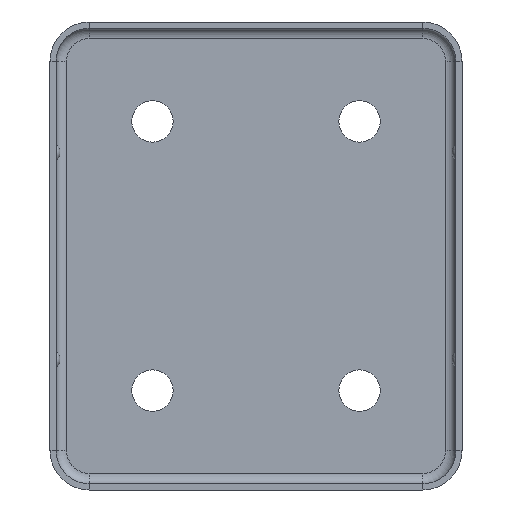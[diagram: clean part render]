
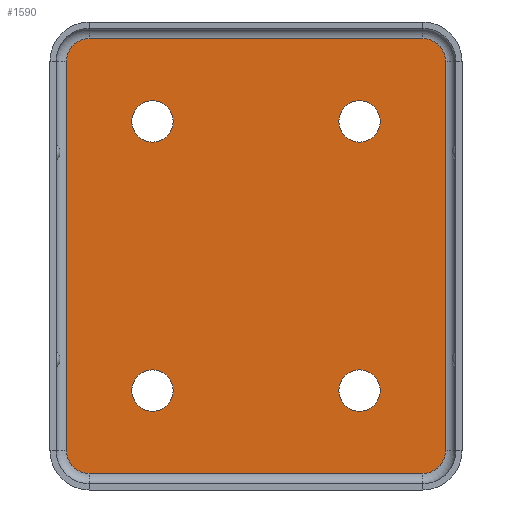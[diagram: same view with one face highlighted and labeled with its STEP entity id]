
A CAD part, front view. The second image highlights one B-rep face of the part: STEP entity #1590.
In plain terms, the highlighted planar face has unit normal (0, -1, 0).
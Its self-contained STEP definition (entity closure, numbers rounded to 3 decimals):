
#4 = EDGE_CURVE ( 'NONE', #1104, #1357, #534, .T. ) ;
#31 = CARTESIAN_POINT ( 'NONE',  ( 8.05, 0., 9.4 ) ) ;
#103 = CARTESIAN_POINT ( 'NONE',  ( -5., 0., -6.5 ) ) ;
#117 = CARTESIAN_POINT ( 'NONE',  ( -5., 0., -7.5 ) ) ;
#126 = DIRECTION ( 'NONE',  ( 0., 0., -1. ) ) ;
#128 = ORIENTED_EDGE ( 'NONE', *, *, #259, .F. ) ;
#146 = CARTESIAN_POINT ( 'NONE',  ( -5., 0., 7.5 ) ) ;
#152 = CARTESIAN_POINT ( 'NONE',  ( 8.05, 0., -9.4 ) ) ;
#164 = CARTESIAN_POINT ( 'NONE',  ( -5., 0., 5.5 ) ) ;
#171 = CARTESIAN_POINT ( 'NONE',  ( 9.15, 0., 0. ) ) ;
#183 = VERTEX_POINT ( 'NONE', #736 ) ;
#185 = FACE_BOUND ( 'NONE', #1805, .T. ) ;
#186 = AXIS2_PLACEMENT_3D ( 'NONE', #103, #264, #860 ) ;
#188 = EDGE_LOOP ( 'NONE', ( #1632, #1154 ) ) ;
#212 = EDGE_LOOP ( 'NONE', ( #1353, #128, #1609, #751, #1238, #1875, #803, #1877 ) ) ;
#220 = EDGE_CURVE ( 'NONE', #183, #790, #391, .T. ) ;
#235 = EDGE_LOOP ( 'NONE', ( #1002, #308 ) ) ;
#259 = EDGE_CURVE ( 'NONE', #1897, #1104, #1732, .T. ) ;
#264 = DIRECTION ( 'NONE',  ( 0., 1., 0. ) ) ;
#271 = CARTESIAN_POINT ( 'NONE',  ( 5., 0., -5.5 ) ) ;
#275 = ORIENTED_EDGE ( 'NONE', *, *, #471, .F. ) ;
#282 = FACE_BOUND ( 'NONE', #235, .T. ) ;
#308 = ORIENTED_EDGE ( 'NONE', *, *, #1604, .T. ) ;
#319 = DIRECTION ( 'NONE',  ( 0., 0., -1. ) ) ;
#364 = VECTOR ( 'NONE', #1166, 1000. ) ;
#379 = DIRECTION ( 'NONE',  ( 0., -1., 0. ) ) ;
#391 = CIRCLE ( 'NONE', #1132, 1.1 ) ;
#421 = VERTEX_POINT ( 'NONE', #473 ) ;
#469 = VERTEX_POINT ( 'NONE', #1289 ) ;
#471 = EDGE_CURVE ( 'NONE', #964, #1768, #879, .T. ) ;
#473 = CARTESIAN_POINT ( 'NONE',  ( 8.05, 0., 10.5 ) ) ;
#474 = DIRECTION ( 'NONE',  ( 0., 0., -1. ) ) ;
#480 = VERTEX_POINT ( 'NONE', #1556 ) ;
#514 = LINE ( 'NONE', #1370, #967 ) ;
#534 = LINE ( 'NONE', #1656, #1754 ) ;
#561 = CARTESIAN_POINT ( 'NONE',  ( 8.05, 0., -9.4 ) ) ;
#573 = CIRCLE ( 'NONE', #1262, 1. ) ;
#583 = DIRECTION ( 'NONE',  ( 0., 1., 0. ) ) ;
#596 = CIRCLE ( 'NONE', #1714, 1. ) ;
#618 = LINE ( 'NONE', #171, #1744 ) ;
#645 = FACE_BOUND ( 'NONE', #887, .T. ) ;
#652 = CARTESIAN_POINT ( 'NONE',  ( -8.05, 0., 10.5 ) ) ;
#662 = VERTEX_POINT ( 'NONE', #977 ) ;
#667 = AXIS2_PLACEMENT_3D ( 'NONE', #1061, #1200, #1348 ) ;
#705 = DIRECTION ( 'NONE',  ( 0., -1., 0. ) ) ;
#729 = DIRECTION ( 'NONE',  ( 0., 0., 1. ) ) ;
#732 = DIRECTION ( 'NONE',  ( 0., 0., 1. ) ) ;
#735 = LINE ( 'NONE', #1170, #364 ) ;
#736 = CARTESIAN_POINT ( 'NONE',  ( -9.15, 0., 9.4 ) ) ;
#751 = ORIENTED_EDGE ( 'NONE', *, *, #1222, .T. ) ;
#780 = DIRECTION ( 'NONE',  ( -1., 0., 0. ) ) ;
#784 = CIRCLE ( 'NONE', #1032, 1.1 ) ;
#790 = VERTEX_POINT ( 'NONE', #652 ) ;
#803 = ORIENTED_EDGE ( 'NONE', *, *, #862, .T. ) ;
#844 = EDGE_CURVE ( 'NONE', #1768, #964, #1920, .T. ) ;
#852 = PLANE ( 'NONE',  #1702 ) ;
#860 = DIRECTION ( 'NONE',  ( 0., 0., -1. ) ) ;
#862 = EDGE_CURVE ( 'NONE', #183, #480, #514, .T. ) ;
#867 = DIRECTION ( 'NONE',  ( 0., 0., -1. ) ) ;
#879 = CIRCLE ( 'NONE', #1475, 1. ) ;
#880 = CARTESIAN_POINT ( 'NONE',  ( 5., 0., 5.5 ) ) ;
#882 = CARTESIAN_POINT ( 'NONE',  ( -8.05, 0., -10.5 ) ) ;
#885 = CARTESIAN_POINT ( 'NONE',  ( -8.05, 0., 9.4 ) ) ;
#887 = EDGE_LOOP ( 'NONE', ( #275, #1654 ) ) ;
#918 = CIRCLE ( 'NONE', #186, 1. ) ;
#933 = DIRECTION ( 'NONE',  ( 0., 0., 1. ) ) ;
#938 = ORIENTED_EDGE ( 'NONE', *, *, #1344, .T. ) ;
#952 = CARTESIAN_POINT ( 'NONE',  ( -5., 0., -5.5 ) ) ;
#964 = VERTEX_POINT ( 'NONE', #164 ) ;
#967 = VECTOR ( 'NONE', #1115, 1000. ) ;
#977 = CARTESIAN_POINT ( 'NONE',  ( 5., 0., 7.5 ) ) ;
#989 = CIRCLE ( 'NONE', #998, 1. ) ;
#994 = EDGE_CURVE ( 'NONE', #1674, #469, #1467, .T. ) ;
#995 = DIRECTION ( 'NONE',  ( 0., -1., 0. ) ) ;
#998 = AXIS2_PLACEMENT_3D ( 'NONE', #1368, #1072, #1821 ) ;
#1002 = ORIENTED_EDGE ( 'NONE', *, *, #1888, .T. ) ;
#1006 = ORIENTED_EDGE ( 'NONE', *, *, #1672, .T. ) ;
#1020 = AXIS2_PLACEMENT_3D ( 'NONE', #1093, #379, #933 ) ;
#1032 = AXIS2_PLACEMENT_3D ( 'NONE', #31, #995, #867 ) ;
#1044 = DIRECTION ( 'NONE',  ( 0., -1., 0. ) ) ;
#1050 = CARTESIAN_POINT ( 'NONE',  ( -5., 0., -6.5 ) ) ;
#1061 = CARTESIAN_POINT ( 'NONE',  ( 5., 0., -6.5 ) ) ;
#1072 = DIRECTION ( 'NONE',  ( 0., -1., 0. ) ) ;
#1084 = EDGE_CURVE ( 'NONE', #469, #1674, #989, .T. ) ;
#1093 = CARTESIAN_POINT ( 'NONE',  ( -5., 0., 6.5 ) ) ;
#1104 = VERTEX_POINT ( 'NONE', #1511 ) ;
#1115 = DIRECTION ( 'NONE',  ( 0., 0., -1. ) ) ;
#1132 = AXIS2_PLACEMENT_3D ( 'NONE', #885, #1471, #319 ) ;
#1141 = VERTEX_POINT ( 'NONE', #952 ) ;
#1144 = DIRECTION ( 'NONE',  ( 0., 1., 0. ) ) ;
#1154 = ORIENTED_EDGE ( 'NONE', *, *, #1084, .F. ) ;
#1166 = DIRECTION ( 'NONE',  ( -1., 0., 0. ) ) ;
#1170 = CARTESIAN_POINT ( 'NONE',  ( 8.05, 0., 10.5 ) ) ;
#1182 = CIRCLE ( 'NONE', #1534, 1.1 ) ;
#1189 = VERTEX_POINT ( 'NONE', #1690 ) ;
#1193 = DIRECTION ( 'NONE',  ( 0., 1., 0. ) ) ;
#1196 = CARTESIAN_POINT ( 'NONE',  ( -5., 0., 6.5 ) ) ;
#1200 = DIRECTION ( 'NONE',  ( 0., -1., 0. ) ) ;
#1222 = EDGE_CURVE ( 'NONE', #1189, #421, #784, .T. ) ;
#1236 = AXIS2_PLACEMENT_3D ( 'NONE', #152, #1460, #1630 ) ;
#1238 = ORIENTED_EDGE ( 'NONE', *, *, #1294, .T. ) ;
#1262 = AXIS2_PLACEMENT_3D ( 'NONE', #1763, #583, #732 ) ;
#1289 = CARTESIAN_POINT ( 'NONE',  ( 5., 0., -7.5 ) ) ;
#1290 = CARTESIAN_POINT ( 'NONE',  ( 5., 0., 6.5 ) ) ;
#1294 = EDGE_CURVE ( 'NONE', #421, #790, #735, .T. ) ;
#1344 = EDGE_CURVE ( 'NONE', #1746, #662, #573, .T. ) ;
#1348 = DIRECTION ( 'NONE',  ( 0., 0., -1. ) ) ;
#1353 = ORIENTED_EDGE ( 'NONE', *, *, #4, .F. ) ;
#1357 = VERTEX_POINT ( 'NONE', #882 ) ;
#1368 = CARTESIAN_POINT ( 'NONE',  ( 5., 0., -6.5 ) ) ;
#1370 = CARTESIAN_POINT ( 'NONE',  ( -9.15, 0., 0. ) ) ;
#1373 = DIRECTION ( 'NONE',  ( 0., 0., -1. ) ) ;
#1460 = DIRECTION ( 'NONE',  ( 0., 1., 0. ) ) ;
#1462 = FACE_BOUND ( 'NONE', #188, .T. ) ;
#1467 = CIRCLE ( 'NONE', #667, 1. ) ;
#1471 = DIRECTION ( 'NONE',  ( 0., 1., 0. ) ) ;
#1475 = AXIS2_PLACEMENT_3D ( 'NONE', #1196, #1044, #1755 ) ;
#1511 = CARTESIAN_POINT ( 'NONE',  ( 8.05, 0., -10.5 ) ) ;
#1530 = AXIS2_PLACEMENT_3D ( 'NONE', #1290, #1144, #1882 ) ;
#1534 = AXIS2_PLACEMENT_3D ( 'NONE', #1620, #1600, #729 ) ;
#1545 = FACE_OUTER_BOUND ( 'NONE', #212, .T. ) ;
#1556 = CARTESIAN_POINT ( 'NONE',  ( -9.15, 0., -9.4 ) ) ;
#1563 = VERTEX_POINT ( 'NONE', #117 ) ;
#1590 = ADVANCED_FACE ( 'NONE', ( #1462, #1545, #185, #282, #645 ), #852, .T. ) ;
#1600 = DIRECTION ( 'NONE',  ( 0., -1., 0. ) ) ;
#1604 = EDGE_CURVE ( 'NONE', #1563, #1141, #918, .T. ) ;
#1609 = ORIENTED_EDGE ( 'NONE', *, *, #1880, .F. ) ;
#1620 = CARTESIAN_POINT ( 'NONE',  ( -8.05, 0., -9.4 ) ) ;
#1630 = DIRECTION ( 'NONE',  ( 0., 0., 1. ) ) ;
#1632 = ORIENTED_EDGE ( 'NONE', *, *, #994, .F. ) ;
#1654 = ORIENTED_EDGE ( 'NONE', *, *, #844, .F. ) ;
#1656 = CARTESIAN_POINT ( 'NONE',  ( 8.05, 0., -10.5 ) ) ;
#1672 = EDGE_CURVE ( 'NONE', #662, #1746, #1894, .T. ) ;
#1674 = VERTEX_POINT ( 'NONE', #271 ) ;
#1690 = CARTESIAN_POINT ( 'NONE',  ( 9.15, 0., 9.4 ) ) ;
#1702 = AXIS2_PLACEMENT_3D ( 'NONE', #561, #705, #126 ) ;
#1714 = AXIS2_PLACEMENT_3D ( 'NONE', #1050, #1193, #1373 ) ;
#1732 = CIRCLE ( 'NONE', #1236, 1.1 ) ;
#1744 = VECTOR ( 'NONE', #474, 1000. ) ;
#1746 = VERTEX_POINT ( 'NONE', #880 ) ;
#1754 = VECTOR ( 'NONE', #780, 1000. ) ;
#1755 = DIRECTION ( 'NONE',  ( 0., 0., 1. ) ) ;
#1763 = CARTESIAN_POINT ( 'NONE',  ( 5., 0., 6.5 ) ) ;
#1768 = VERTEX_POINT ( 'NONE', #146 ) ;
#1770 = EDGE_CURVE ( 'NONE', #480, #1357, #1182, .T. ) ;
#1792 = CARTESIAN_POINT ( 'NONE',  ( 9.15, 0., -9.4 ) ) ;
#1805 = EDGE_LOOP ( 'NONE', ( #938, #1006 ) ) ;
#1821 = DIRECTION ( 'NONE',  ( 0., 0., -1. ) ) ;
#1875 = ORIENTED_EDGE ( 'NONE', *, *, #220, .F. ) ;
#1877 = ORIENTED_EDGE ( 'NONE', *, *, #1770, .T. ) ;
#1880 = EDGE_CURVE ( 'NONE', #1189, #1897, #618, .T. ) ;
#1882 = DIRECTION ( 'NONE',  ( 0., 0., 1. ) ) ;
#1888 = EDGE_CURVE ( 'NONE', #1141, #1563, #596, .T. ) ;
#1894 = CIRCLE ( 'NONE', #1530, 1. ) ;
#1897 = VERTEX_POINT ( 'NONE', #1792 ) ;
#1920 = CIRCLE ( 'NONE', #1020, 1. ) ;
